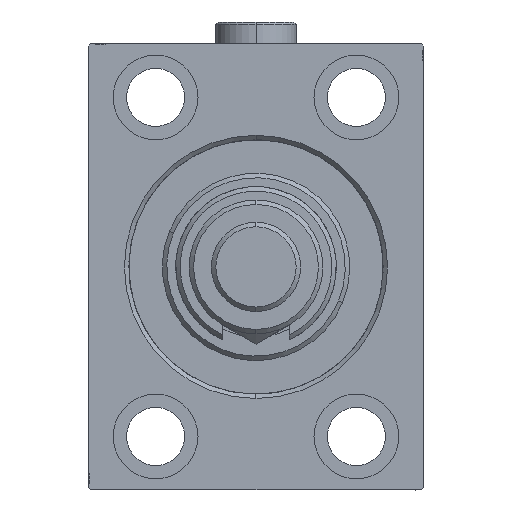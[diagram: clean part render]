
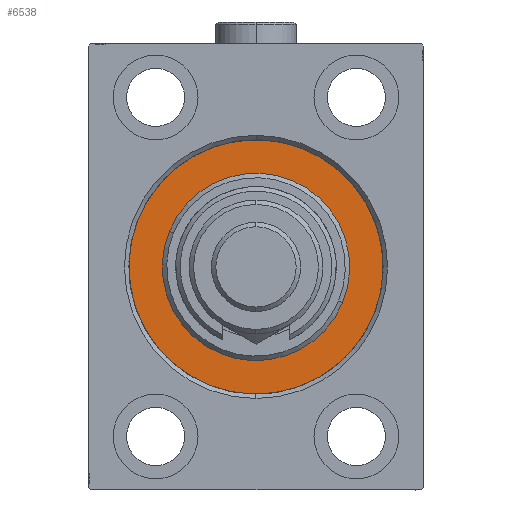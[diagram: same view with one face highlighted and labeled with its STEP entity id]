
A CAD part, left-side view. The second image highlights one B-rep face of the part: STEP entity #6538.
In plain terms, the highlighted face is planar.
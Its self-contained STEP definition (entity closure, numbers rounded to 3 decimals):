
#150 = PLANE ( 'NONE',  #42142 ) ;
#692 = DIRECTION ( 'NONE',  ( 0., 0., 1. ) ) ;
#3873 = CARTESIAN_POINT ( 'NONE',  ( 0., 0., 21. ) ) ;
#6028 = CARTESIAN_POINT ( 'NONE',  ( 0., 0., -28.5 ) ) ;
#6400 = CARTESIAN_POINT ( 'NONE',  ( 0., 0., 0. ) ) ;
#6538 = ADVANCED_FACE ( 'NONE', ( #18632, #36915 ), #150, .F. ) ;
#6675 = VERTEX_POINT ( 'NONE', #17840 ) ;
#6894 = ORIENTED_EDGE ( 'NONE', *, *, #37103, .F. ) ;
#10529 = DIRECTION ( 'NONE',  ( 0., 0., -1. ) ) ;
#11011 = ORIENTED_EDGE ( 'NONE', *, *, #40120, .F. ) ;
#11431 = CIRCLE ( 'NONE', #13745, 21. ) ;
#12398 = DIRECTION ( 'NONE',  ( 0., 0., 1. ) ) ;
#13745 = AXIS2_PLACEMENT_3D ( 'NONE', #6400, #39755, #10529 ) ;
#14987 = DIRECTION ( 'NONE',  ( 0., 0., 1. ) ) ;
#16528 = VERTEX_POINT ( 'NONE', #6028 ) ;
#17840 = CARTESIAN_POINT ( 'NONE',  ( 0., 0., -21. ) ) ;
#18632 = FACE_BOUND ( 'NONE', #44541, .T. ) ;
#21335 = AXIS2_PLACEMENT_3D ( 'NONE', #34755, #38880, #692 ) ;
#23144 = AXIS2_PLACEMENT_3D ( 'NONE', #26307, #30200, #12398 ) ;
#26097 = DIRECTION ( 'NONE',  ( 0., 0., -1. ) ) ;
#26187 = DIRECTION ( 'NONE',  ( -1., 0., 0. ) ) ;
#26307 = CARTESIAN_POINT ( 'NONE',  ( 0., 0., 0. ) ) ;
#28542 = VERTEX_POINT ( 'NONE', #3873 ) ;
#28631 = EDGE_CURVE ( 'NONE', #16528, #48172, #42341, .T. ) ;
#29752 = CARTESIAN_POINT ( 'NONE',  ( 0., 0., 0. ) ) ;
#30200 = DIRECTION ( 'NONE',  ( -1., 0., 0. ) ) ;
#31741 = EDGE_LOOP ( 'NONE', ( #47430, #6894 ) ) ;
#32560 = CIRCLE ( 'NONE', #34028, 21. ) ;
#33734 = CARTESIAN_POINT ( 'NONE',  ( 0., 0., 0. ) ) ;
#34028 = AXIS2_PLACEMENT_3D ( 'NONE', #29752, #44629, #26097 ) ;
#34755 = CARTESIAN_POINT ( 'NONE',  ( 0., 0., 0. ) ) ;
#36915 = FACE_OUTER_BOUND ( 'NONE', #31741, .T. ) ;
#37103 = EDGE_CURVE ( 'NONE', #48172, #16528, #44169, .T. ) ;
#38880 = DIRECTION ( 'NONE',  ( -1., 0., 0. ) ) ;
#39755 = DIRECTION ( 'NONE',  ( 1., 0., 0. ) ) ;
#40120 = EDGE_CURVE ( 'NONE', #28542, #6675, #32560, .T. ) ;
#42142 = AXIS2_PLACEMENT_3D ( 'NONE', #33734, #26187, #14987 ) ;
#42341 = CIRCLE ( 'NONE', #21335, 28.5 ) ;
#44169 = CIRCLE ( 'NONE', #23144, 28.5 ) ;
#44541 = EDGE_LOOP ( 'NONE', ( #11011, #46484 ) ) ;
#44629 = DIRECTION ( 'NONE',  ( 1., 0., 0. ) ) ;
#45059 = EDGE_CURVE ( 'NONE', #6675, #28542, #11431, .T. ) ;
#46111 = CARTESIAN_POINT ( 'NONE',  ( 0., 0., 28.5 ) ) ;
#46484 = ORIENTED_EDGE ( 'NONE', *, *, #45059, .F. ) ;
#47430 = ORIENTED_EDGE ( 'NONE', *, *, #28631, .F. ) ;
#48172 = VERTEX_POINT ( 'NONE', #46111 ) ;
